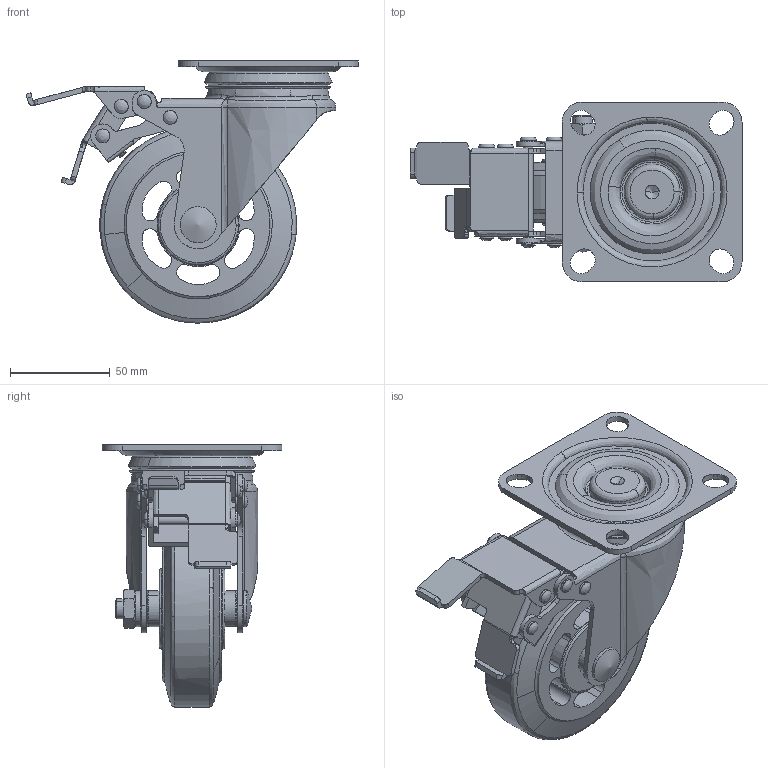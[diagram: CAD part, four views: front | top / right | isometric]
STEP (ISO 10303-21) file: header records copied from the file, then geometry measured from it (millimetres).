
FILE_DESCRIPTION((''),'2;1');
FILE_NAME('','2006-11-09T14:23:57',(''),(''),'','CADfix','');
FILE_SCHEMA(('AUTOMOTIVE_DESIGN'));
Length unit declared in the file: millimetre
Products named in the file (7): lever; wheel; mounting plate; main shaft; body; axle; 315S_ARB100_23451_36
Assembly tree (6 placements, depth 2):
  315S_ARB100_23451_36
    lever
    wheel
    mounting plate
    main shaft
    body
    axle
Bounding box: 166.18 x 90 x 131.27 mm (x, y, z)
Volume: 300888.4 mm3; surface area: 100843.9 mm2
Topology: 6 solids, 6 shells, 502 faces, 1743 edges, 1278 vertices
Faces by surface type: bspline 502
Entity records: 28425 total; most frequent: CARTESIAN_POINT 18191, ORIENTED_EDGE 3460, EDGE_CURVE 1730, VERTEX_POINT 1278, B_SPLINE_CURVE_WITH_KNOTS 1155, EDGE_LOOP 590, QUASI_UNIFORM_CURVE 562, FACE_OUTER_BOUND 502
